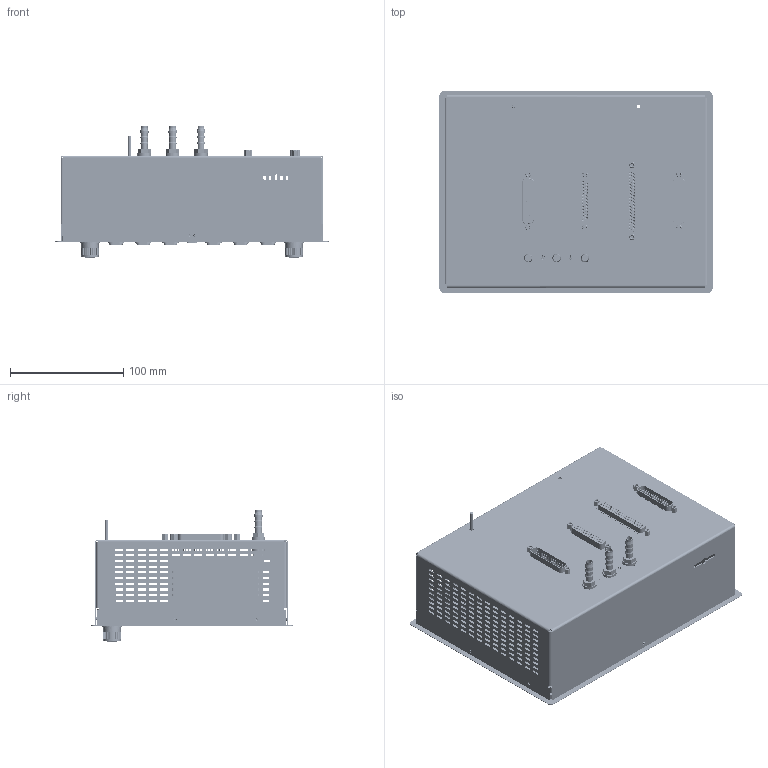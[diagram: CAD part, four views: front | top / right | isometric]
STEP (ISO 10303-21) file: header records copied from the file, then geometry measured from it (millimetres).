
FILE_DESCRIPTION(/* description */ (''),/* implementation_level */ '2;1');
FILE_NAME(/* name */ 'EFIS_INTEGRA_9_stp.stp',/* time_stamp */ '2013-05-02T11:38:36+02:00',/* author */ (''),/* organization */ (''),/* preprocessor_version */ 'ST-DEVELOPER v11',/* originating_system */ 'SIEMENS PLM Software NX 7.5',/* authorisation */ '');
FILE_SCHEMA (('AUTOMOTIVE_DESIGN { 1 0 10303 214 1 1 1 1 }'));
Products named in the file (1): sommC5855xfm
Bounding box: 240.8 x 178 x 116.22 mm (x, y, z)
Volume: 458212.2 mm3; surface area: 383780.9 mm2
Topology: 40 solids, 40 shells, 8048 faces, 21708 edges, 14143 vertices
Faces by surface type: plane 5879, cylinder 1670, cone 232, bspline 192, sphere 38, torus 37
Full cylindrical faces by diameter (mm): 1.567 x4, 2.013 x18, 2.459 x16, 2.5 x20, 2.7 x2, 2.75 x8, 2.8 x3, 3 x4, 3.2 x1, 3.5 x10, 4 x2, 4.3 x1, 4.4 x2, 4.7 x9, 4.8 x9, 5 x3, 6 x12, 6.3 x1, 7 x6, 7.2 x2, 7.5 x3, 7.8 x2, 8.75 x3, 9.2 x2, 9.5 x2, 9.8 x3, 12 x6, 15.2 x4, 15.5 x2, 17.6 x2
Entity records: 267075 total; most frequent: CARTESIAN_POINT 63764, ORIENTED_EDGE 42658, DIRECTION 39660, EDGE_CURVE 21329, LINE 17374, VECTOR 17374, VERTEX_POINT 14080, AXIS2_PLACEMENT_3D 11143
